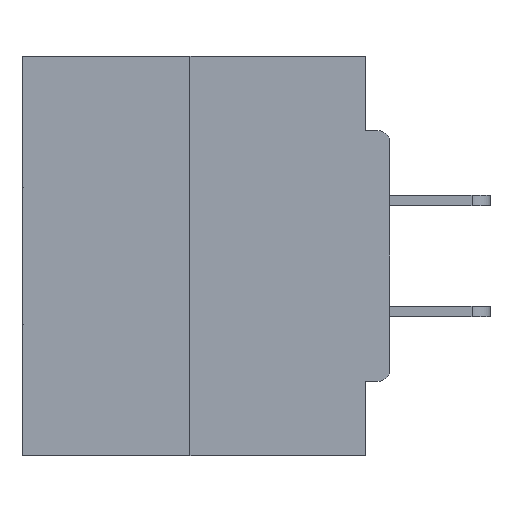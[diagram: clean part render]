
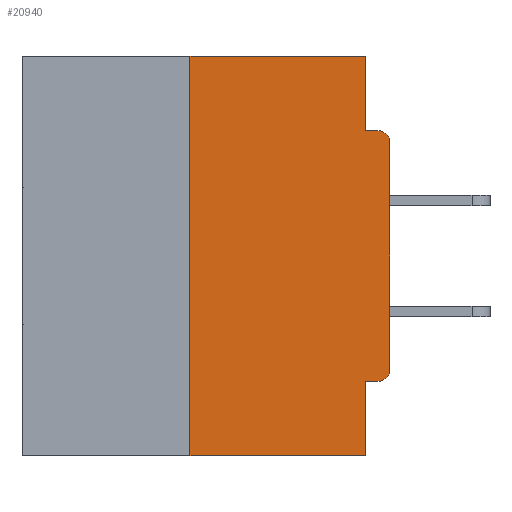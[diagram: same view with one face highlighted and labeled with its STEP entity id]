
A CAD part, left-side view. The second image highlights one B-rep face of the part: STEP entity #20940.
In plain terms, the highlighted planar face has unit normal (-1, 0, 0).
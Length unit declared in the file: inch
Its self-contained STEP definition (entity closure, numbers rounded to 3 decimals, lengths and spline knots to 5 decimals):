
#706 = VECTOR ( 'NONE', #20285, 39.37008 ) ;
#920 = ORIENTED_EDGE ( 'NONE', *, *, #33378, .F. ) ;
#1619 = DIRECTION ( 'NONE',  ( 0., 1., 0. ) ) ;
#2505 = CARTESIAN_POINT ( 'NONE',  ( 0., 0.031, -0.5 ) ) ;
#2640 = VERTEX_POINT ( 'NONE', #18710 ) ;
#3748 = CARTESIAN_POINT ( 'NONE',  ( 0., 0.015, -0.1085 ) ) ;
#4030 = LINE ( 'NONE', #2505, #9283 ) ;
#4217 = EDGE_CURVE ( 'NONE', #9826, #4354, #4700, .T. ) ;
#4269 = EDGE_CURVE ( 'NONE', #28577, #9826, #13004, .T. ) ;
#4354 = VERTEX_POINT ( 'NONE', #13652 ) ;
#4451 = VECTOR ( 'NONE', #1619, 39.37008 ) ;
#4700 = LINE ( 'NONE', #34911, #16372 ) ;
#4811 = CARTESIAN_POINT ( 'NONE',  ( 0., 0., -0.3915 ) ) ;
#4940 = VERTEX_POINT ( 'NONE', #9474 ) ;
#5409 = LINE ( 'NONE', #30252, #12628 ) ;
#5697 = CARTESIAN_POINT ( 'NONE',  ( 0., 0.25, 0. ) ) ;
#5815 = ORIENTED_EDGE ( 'NONE', *, *, #11023, .T. ) ;
#7293 = DIRECTION ( 'NONE',  ( 0., -1., 0. ) ) ;
#7298 = LINE ( 'NONE', #12510, #9752 ) ;
#7416 = PLANE ( 'NONE',  #38878 ) ;
#7606 = FACE_OUTER_BOUND ( 'NONE', #20564, .T. ) ;
#7851 = LINE ( 'NONE', #32808, #706 ) ;
#8362 = CARTESIAN_POINT ( 'NONE',  ( 0., 0.031, -0.5 ) ) ;
#9283 = VECTOR ( 'NONE', #33225, 39.37008 ) ;
#9474 = CARTESIAN_POINT ( 'NONE',  ( 0., 0.031, -0.4065 ) ) ;
#9752 = VECTOR ( 'NONE', #28620, 39.37008 ) ;
#9826 = VERTEX_POINT ( 'NONE', #37899 ) ;
#10130 = DIRECTION ( 'NONE',  ( 0., 0., -1. ) ) ;
#10539 = CARTESIAN_POINT ( 'NONE',  ( 0., 0.46, 0. ) ) ;
#10994 = ORIENTED_EDGE ( 'NONE', *, *, #4217, .F. ) ;
#11023 = EDGE_CURVE ( 'NONE', #32993, #2640, #7851, .T. ) ;
#12120 = ORIENTED_EDGE ( 'NONE', *, *, #33448, .F. ) ;
#12333 = VERTEX_POINT ( 'NONE', #34069 ) ;
#12446 = DIRECTION ( 'NONE',  ( 0., 0., -1. ) ) ;
#12510 = CARTESIAN_POINT ( 'NONE',  ( 0., 0.46, -0.5 ) ) ;
#12628 = VECTOR ( 'NONE', #21200, 39.37008 ) ;
#13004 = LINE ( 'NONE', #19128, #38968 ) ;
#13586 = LINE ( 'NONE', #38403, #4451 ) ;
#13652 = CARTESIAN_POINT ( 'NONE',  ( 0., 0.015, -0.0935 ) ) ;
#15304 = VERTEX_POINT ( 'NONE', #8362 ) ;
#15804 = ORIENTED_EDGE ( 'NONE', *, *, #24370, .T. ) ;
#16372 = VECTOR ( 'NONE', #7293, 39.37008 ) ;
#16588 = DIRECTION ( 'NONE',  ( 1., 0., 0. ) ) ;
#17160 = CIRCLE ( 'NONE', #28038, 0.015 ) ;
#18246 = DIRECTION ( 'NONE',  ( -1., 0., 0. ) ) ;
#18710 = CARTESIAN_POINT ( 'NONE',  ( 0., 0., -0.1085 ) ) ;
#19128 = CARTESIAN_POINT ( 'NONE',  ( 0., 0.031, 0. ) ) ;
#20285 = DIRECTION ( 'NONE',  ( 0., 0., 1. ) ) ;
#20564 = EDGE_LOOP ( 'NONE', ( #920, #23472, #28582, #12120, #32683, #30003, #5815, #15804, #10994, #37253 ) ) ;
#20940 = ADVANCED_FACE ( 'NONE', ( #7606 ), #7416, .F. ) ;
#21039 = DIRECTION ( 'NONE',  ( 0., 0., -1. ) ) ;
#21164 = CARTESIAN_POINT ( 'NONE',  ( 0., 0.015, -0.3915 ) ) ;
#21200 = DIRECTION ( 'NONE',  ( 0., -1., 0. ) ) ;
#21844 = EDGE_CURVE ( 'NONE', #29882, #4940, #13586, .T. ) ;
#22410 = AXIS2_PLACEMENT_3D ( 'NONE', #21164, #18246, #21039 ) ;
#22708 = VECTOR ( 'NONE', #27150, 39.37008 ) ;
#23472 = ORIENTED_EDGE ( 'NONE', *, *, #33152, .F. ) ;
#24370 = EDGE_CURVE ( 'NONE', #2640, #4354, #17160, .T. ) ;
#24925 = VERTEX_POINT ( 'NONE', #30543 ) ;
#25408 = DIRECTION ( 'NONE',  ( 0., 0., -1. ) ) ;
#25602 = CIRCLE ( 'NONE', #22410, 0.015 ) ;
#26270 = EDGE_CURVE ( 'NONE', #29882, #32993, #25602, .T. ) ;
#27150 = DIRECTION ( 'NONE',  ( 0., 0., 1. ) ) ;
#27423 = CARTESIAN_POINT ( 'NONE',  ( 0., 0.015, -0.4065 ) ) ;
#28038 = AXIS2_PLACEMENT_3D ( 'NONE', #3748, #34101, #12446 ) ;
#28577 = VERTEX_POINT ( 'NONE', #29568 ) ;
#28582 = ORIENTED_EDGE ( 'NONE', *, *, #33572, .T. ) ;
#28620 = DIRECTION ( 'NONE',  ( 0., -1., 0. ) ) ;
#29568 = CARTESIAN_POINT ( 'NONE',  ( 0., 0.031, 0. ) ) ;
#29882 = VERTEX_POINT ( 'NONE', #27423 ) ;
#30003 = ORIENTED_EDGE ( 'NONE', *, *, #26270, .T. ) ;
#30252 = CARTESIAN_POINT ( 'NONE',  ( 0., 0.46, 0. ) ) ;
#30543 = CARTESIAN_POINT ( 'NONE',  ( 0., 0.25, 0. ) ) ;
#32683 = ORIENTED_EDGE ( 'NONE', *, *, #21844, .F. ) ;
#32808 = CARTESIAN_POINT ( 'NONE',  ( 0., 0., 0. ) ) ;
#32993 = VERTEX_POINT ( 'NONE', #4811 ) ;
#33152 = EDGE_CURVE ( 'NONE', #12333, #24925, #37179, .T. ) ;
#33225 = DIRECTION ( 'NONE',  ( 0., 0., -1. ) ) ;
#33378 = EDGE_CURVE ( 'NONE', #24925, #28577, #5409, .T. ) ;
#33448 = EDGE_CURVE ( 'NONE', #4940, #15304, #4030, .T. ) ;
#33572 = EDGE_CURVE ( 'NONE', #12333, #15304, #7298, .T. ) ;
#34069 = CARTESIAN_POINT ( 'NONE',  ( 0., 0.25, -0.5 ) ) ;
#34101 = DIRECTION ( 'NONE',  ( -1., 0., 0. ) ) ;
#34911 = CARTESIAN_POINT ( 'NONE',  ( 0., 0., -0.0935 ) ) ;
#37179 = LINE ( 'NONE', #5697, #22708 ) ;
#37253 = ORIENTED_EDGE ( 'NONE', *, *, #4269, .F. ) ;
#37899 = CARTESIAN_POINT ( 'NONE',  ( 0., 0.031, -0.0935 ) ) ;
#38403 = CARTESIAN_POINT ( 'NONE',  ( 0., 0., -0.4065 ) ) ;
#38878 = AXIS2_PLACEMENT_3D ( 'NONE', #10539, #16588, #10130 ) ;
#38968 = VECTOR ( 'NONE', #25408, 39.37008 ) ;
